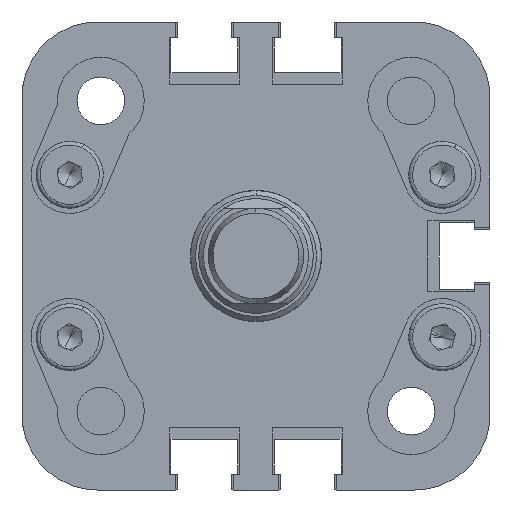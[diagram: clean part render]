
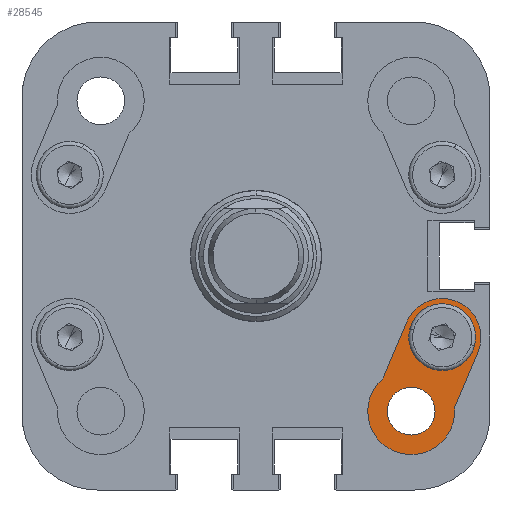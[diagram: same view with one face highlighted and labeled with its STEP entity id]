
A CAD part, left-side view. The second image highlights one B-rep face of the part: STEP entity #28545.
In plain terms, the highlighted face is planar.
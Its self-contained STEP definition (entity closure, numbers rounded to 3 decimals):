
#229 = VERTEX_POINT ( 'NONE', #10398 ) ;
#288 = AXIS2_PLACEMENT_3D ( 'NONE', #30775, #33663, #15680 ) ;
#1381 = CIRCLE ( 'NONE', #13789, 4.05 ) ;
#2248 = DIRECTION ( 'NONE',  ( 1., 0., 0. ) ) ;
#3178 = LINE ( 'NONE', #15017, #27301 ) ;
#4034 = LINE ( 'NONE', #15873, #21495 ) ;
#4129 = CARTESIAN_POINT ( 'NONE',  ( -4.5, -19.5, 8.5 ) ) ;
#4326 = ORIENTED_EDGE ( 'NONE', *, *, #33423, .T. ) ;
#4375 = CARTESIAN_POINT ( 'NONE',  ( -4.5, -16.25, 16.25 ) ) ;
#5446 = CIRCLE ( 'NONE', #12891, 4.55 ) ;
#6058 = DIRECTION ( 'NONE',  ( 0., 0., -1. ) ) ;
#7329 = DIRECTION ( 'NONE',  ( 0., 0.387, 0.922 ) ) ;
#7507 = CARTESIAN_POINT ( 'NONE',  ( -4.5, -19.5, 4.45 ) ) ;
#7645 = VERTEX_POINT ( 'NONE', #7507 ) ;
#7646 = DIRECTION ( 'NONE',  ( -1., 0., 0. ) ) ;
#8584 = DIRECTION ( 'NONE',  ( 1., 0., 0. ) ) ;
#8614 = CARTESIAN_POINT ( 'NONE',  ( -4.5, -16.25, 18.75 ) ) ;
#10398 = CARTESIAN_POINT ( 'NONE',  ( -4.5, -19.5, 5.85 ) ) ;
#10495 = CIRCLE ( 'NONE', #27876, 2.5 ) ;
#10818 = EDGE_CURVE ( 'NONE', #19691, #24607, #3178, .T. ) ;
#11388 = ORIENTED_EDGE ( 'NONE', *, *, #25621, .T. ) ;
#12162 = EDGE_CURVE ( 'NONE', #21541, #229, #22316, .T. ) ;
#12891 = AXIS2_PLACEMENT_3D ( 'NONE', #14183, #32163, #14369 ) ;
#13083 = FACE_OUTER_BOUND ( 'NONE', #32845, .T. ) ;
#13173 = ORIENTED_EDGE ( 'NONE', *, *, #16605, .F. ) ;
#13271 = FACE_BOUND ( 'NONE', #18415, .T. ) ;
#13467 = DIRECTION ( 'NONE',  ( 0., 0., 1. ) ) ;
#13693 = AXIS2_PLACEMENT_3D ( 'NONE', #4129, #30869, #25068 ) ;
#13789 = AXIS2_PLACEMENT_3D ( 'NONE', #24129, #35947, #20295 ) ;
#14183 = CARTESIAN_POINT ( 'NONE',  ( -4.5, -16.25, 16.25 ) ) ;
#14274 = DIRECTION ( 'NONE',  ( 0., 0., -1. ) ) ;
#14369 = DIRECTION ( 'NONE',  ( 0., 0., -1. ) ) ;
#15017 = CARTESIAN_POINT ( 'NONE',  ( -4.5, -12.515, 14.684 ) ) ;
#15303 = CIRCLE ( 'NONE', #16548, 4.05 ) ;
#15680 = DIRECTION ( 'NONE',  ( 0., 0., 1. ) ) ;
#15873 = CARTESIAN_POINT ( 'NONE',  ( -4.5, -19.985, 17.816 ) ) ;
#16548 = AXIS2_PLACEMENT_3D ( 'NONE', #32205, #8584, #6058 ) ;
#16605 = EDGE_CURVE ( 'NONE', #25095, #22516, #26921, .T. ) ;
#17392 = ORIENTED_EDGE ( 'NONE', *, *, #12162, .F. ) ;
#17863 = ORIENTED_EDGE ( 'NONE', *, *, #26638, .T. ) ;
#17987 = CARTESIAN_POINT ( 'NONE',  ( -4.5, -13.317, 12.771 ) ) ;
#18132 = AXIS2_PLACEMENT_3D ( 'NONE', #31889, #31694, #14274 ) ;
#18415 = EDGE_LOOP ( 'NONE', ( #28009, #17392 ) ) ;
#19691 = VERTEX_POINT ( 'NONE', #17987 ) ;
#20065 = EDGE_LOOP ( 'NONE', ( #13173, #33124 ) ) ;
#20295 = DIRECTION ( 'NONE',  ( 0., 0., -1. ) ) ;
#20767 = EDGE_CURVE ( 'NONE', #35490, #35760, #4034, .T. ) ;
#21495 = VECTOR ( 'NONE', #7329, 1000. ) ;
#21541 = VERTEX_POINT ( 'NONE', #25021 ) ;
#22316 = CIRCLE ( 'NONE', #13693, 2.65 ) ;
#22516 = VERTEX_POINT ( 'NONE', #8614 ) ;
#24129 = CARTESIAN_POINT ( 'NONE',  ( -4.5, -19.5, 8.5 ) ) ;
#24607 = VERTEX_POINT ( 'NONE', #31386 ) ;
#24893 = CARTESIAN_POINT ( 'NONE',  ( -4.5, -16.85, 8.5 ) ) ;
#25021 = CARTESIAN_POINT ( 'NONE',  ( -4.5, -19.5, 11.15 ) ) ;
#25068 = DIRECTION ( 'NONE',  ( 0., 0., -1. ) ) ;
#25095 = VERTEX_POINT ( 'NONE', #28021 ) ;
#25621 = EDGE_CURVE ( 'NONE', #35490, #7645, #15303, .T. ) ;
#26638 = EDGE_CURVE ( 'NONE', #19691, #35760, #5446, .T. ) ;
#26840 = DIRECTION ( 'NONE',  ( 0., -0.387, -0.922 ) ) ;
#26921 = CIRCLE ( 'NONE', #288, 2.5 ) ;
#27301 = VECTOR ( 'NONE', #26840, 1000. ) ;
#27842 = AXIS2_PLACEMENT_3D ( 'NONE', #24893, #7646, #13467 ) ;
#27845 = CARTESIAN_POINT ( 'NONE',  ( -4.5, -23.235, 10.066 ) ) ;
#27876 = AXIS2_PLACEMENT_3D ( 'NONE', #4375, #2248, #34403 ) ;
#28009 = ORIENTED_EDGE ( 'NONE', *, *, #33222, .F. ) ;
#28011 = CIRCLE ( 'NONE', #18132, 2.65 ) ;
#28021 = CARTESIAN_POINT ( 'NONE',  ( -4.5, -16.25, 13.75 ) ) ;
#28545 = ADVANCED_FACE ( 'NONE', ( #37100, #13271, #13083 ), #30520, .F. ) ;
#28821 = ORIENTED_EDGE ( 'NONE', *, *, #10818, .F. ) ;
#28988 = EDGE_CURVE ( 'NONE', #22516, #25095, #10495, .T. ) ;
#29271 = ORIENTED_EDGE ( 'NONE', *, *, #20767, .F. ) ;
#30520 = PLANE ( 'NONE',  #27842 ) ;
#30775 = CARTESIAN_POINT ( 'NONE',  ( -4.5, -16.25, 16.25 ) ) ;
#30869 = DIRECTION ( 'NONE',  ( 1., 0., 0. ) ) ;
#31386 = CARTESIAN_POINT ( 'NONE',  ( -4.5, -15.765, 6.934 ) ) ;
#31694 = DIRECTION ( 'NONE',  ( 1., 0., 0. ) ) ;
#31889 = CARTESIAN_POINT ( 'NONE',  ( -4.5, -19.5, 8.5 ) ) ;
#32163 = DIRECTION ( 'NONE',  ( 1., 0., 0. ) ) ;
#32205 = CARTESIAN_POINT ( 'NONE',  ( -4.5, -19.5, 8.5 ) ) ;
#32845 = EDGE_LOOP ( 'NONE', ( #29271, #11388, #4326, #28821, #17863 ) ) ;
#33124 = ORIENTED_EDGE ( 'NONE', *, *, #28988, .F. ) ;
#33213 = CARTESIAN_POINT ( 'NONE',  ( -4.5, -20.787, 15.904 ) ) ;
#33222 = EDGE_CURVE ( 'NONE', #229, #21541, #28011, .T. ) ;
#33423 = EDGE_CURVE ( 'NONE', #7645, #24607, #1381, .T. ) ;
#33663 = DIRECTION ( 'NONE',  ( 1., 0., 0. ) ) ;
#34403 = DIRECTION ( 'NONE',  ( 0., 0., 1. ) ) ;
#35490 = VERTEX_POINT ( 'NONE', #27845 ) ;
#35760 = VERTEX_POINT ( 'NONE', #33213 ) ;
#35947 = DIRECTION ( 'NONE',  ( 1., 0., 0. ) ) ;
#37100 = FACE_BOUND ( 'NONE', #20065, .T. ) ;
